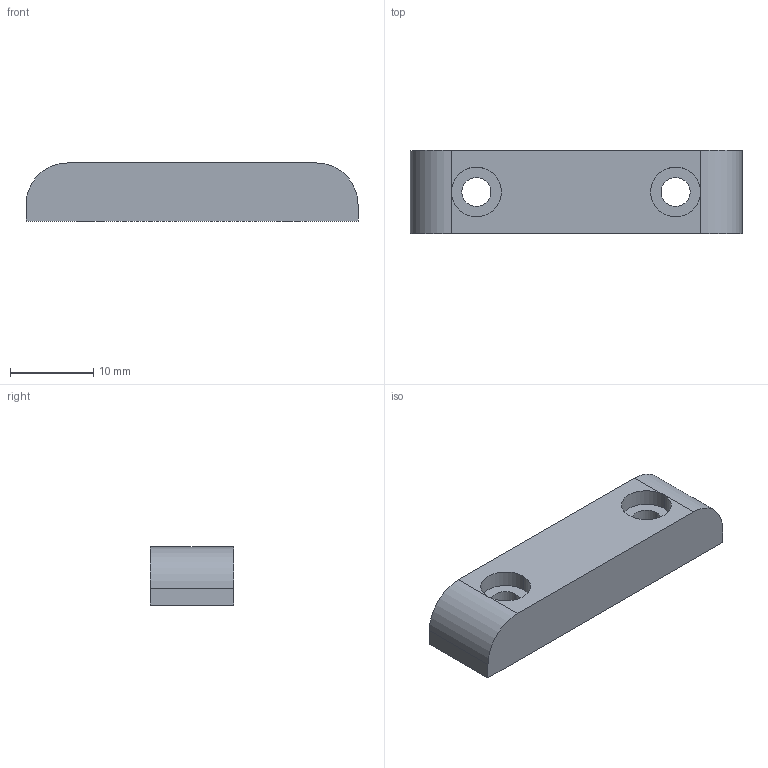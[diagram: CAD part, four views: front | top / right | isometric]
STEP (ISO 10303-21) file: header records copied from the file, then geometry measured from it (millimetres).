
FILE_DESCRIPTION(('CATIA V5 STEP Exchange'),'2;1');
FILE_NAME('HYPERCUBE-EVO-0002_NGEN.stp','2018-08-25T14:17:41+00:00',('none'),('none'),'CATIA Version 5 Release 21 GA (IN-10)','CATIA V5 STEP AP203','none');
FILE_SCHEMA(('CONFIG_CONTROL_DESIGN'));
Length unit declared in the file: millimetre
Products named in the file (1): HYPERCUBE-EVO-0002_NGEN
Bounding box: 40 x 10 x 7 mm (x, y, z)
Volume: 2483.4 mm3; surface area: 1582.5 mm2
Topology: 1 solids, 1 shells, 18 faces, 44 edges, 28 vertices
Faces by surface type: cylinder 10, plane 8
Entity records: 545 total; most frequent: ORIENTED_EDGE 88, CARTESIAN_POINT 86, DIRECTION 70, EDGE_CURVE 44, AXIS2_PLACEMENT_3D 34, VERTEX_POINT 28, VECTOR 24, EDGE_LOOP 24
